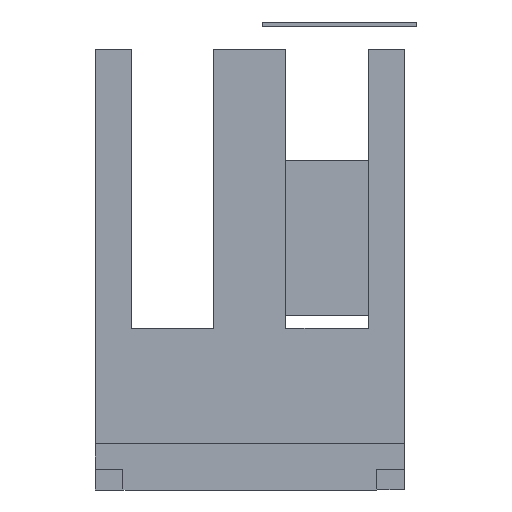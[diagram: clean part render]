
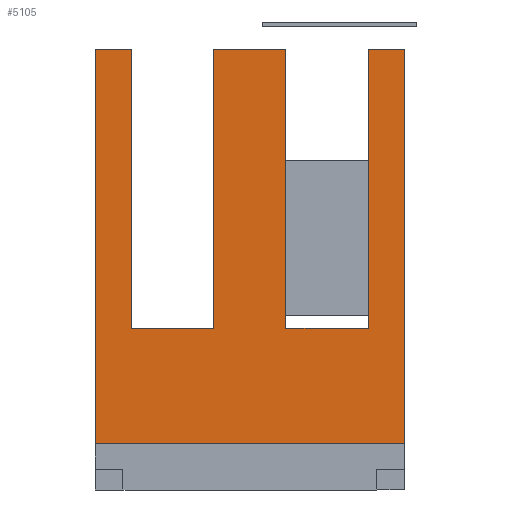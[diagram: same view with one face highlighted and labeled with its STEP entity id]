
A CAD part, front view. The second image highlights one B-rep face of the part: STEP entity #5105.
In plain terms, the highlighted planar face has unit normal (0, -1, 0).
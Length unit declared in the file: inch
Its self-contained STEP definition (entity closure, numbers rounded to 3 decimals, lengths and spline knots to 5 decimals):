
#688=FACE_OUTER_BOUND('',#1007,.T.);
#1007=EDGE_LOOP('',(#4398,#4399,#4400,#4401,#4402,#4403,#4404,#4405,#4406,
#4407,#4408,#4409));
#1191=LINE('',#7680,#1677);
#1211=LINE('',#7733,#1697);
#1221=LINE('',#7758,#1707);
#1234=LINE('',#7791,#1720);
#1236=LINE('',#7795,#1722);
#1238=LINE('',#7798,#1724);
#1241=LINE('',#7804,#1727);
#1262=LINE('',#7886,#1748);
#1266=LINE('',#7897,#1752);
#1268=LINE('',#7901,#1754);
#1292=LINE('',#7969,#1778);
#1436=LINE('',#8483,#1922);
#1677=VECTOR('',#6150,0.3937);
#1697=VECTOR('',#6190,0.3937);
#1707=VECTOR('',#6208,0.3937);
#1720=VECTOR('',#6233,0.3937);
#1722=VECTOR('',#6237,0.3937);
#1724=VECTOR('',#6241,0.3937);
#1727=VECTOR('',#6246,0.3937);
#1748=VECTOR('',#6347,0.3937);
#1752=VECTOR('',#6361,0.3937);
#1754=VECTOR('',#6367,0.3937);
#1778=VECTOR('',#6433,0.3937);
#1922=VECTOR('',#6989,0.3937);
#2169=VERTEX_POINT('',#7677);
#2170=VERTEX_POINT('',#7679);
#2192=VERTEX_POINT('',#7730);
#2193=VERTEX_POINT('',#7732);
#2203=VERTEX_POINT('',#7755);
#2204=VERTEX_POINT('',#7757);
#2217=VERTEX_POINT('',#7788);
#2218=VERTEX_POINT('',#7790);
#2219=VERTEX_POINT('',#7794);
#2221=VERTEX_POINT('',#7802);
#2244=VERTEX_POINT('',#7895);
#2267=VERTEX_POINT('',#7967);
#2718=EDGE_CURVE('',#2170,#2169,#1191,.T.);
#2743=EDGE_CURVE('',#2193,#2192,#1211,.T.);
#2755=EDGE_CURVE('',#2204,#2203,#1221,.T.);
#2772=EDGE_CURVE('',#2217,#2218,#1234,.T.);
#2774=EDGE_CURVE('',#2219,#2203,#1236,.T.);
#2776=EDGE_CURVE('',#2218,#2169,#1238,.T.);
#2779=EDGE_CURVE('',#2221,#2219,#1241,.T.);
#2817=EDGE_CURVE('',#2217,#2193,#1262,.T.);
#2822=EDGE_CURVE('',#2204,#2244,#1266,.T.);
#2824=EDGE_CURVE('',#2221,#2170,#1268,.T.);
#2858=EDGE_CURVE('',#2267,#2192,#1292,.T.);
#3114=EDGE_CURVE('',#2244,#2267,#1436,.T.);
#4398=ORIENTED_EDGE('',*,*,#2743,.T.);
#4399=ORIENTED_EDGE('',*,*,#2858,.F.);
#4400=ORIENTED_EDGE('',*,*,#3114,.F.);
#4401=ORIENTED_EDGE('',*,*,#2822,.F.);
#4402=ORIENTED_EDGE('',*,*,#2755,.T.);
#4403=ORIENTED_EDGE('',*,*,#2774,.F.);
#4404=ORIENTED_EDGE('',*,*,#2779,.F.);
#4405=ORIENTED_EDGE('',*,*,#2824,.T.);
#4406=ORIENTED_EDGE('',*,*,#2718,.T.);
#4407=ORIENTED_EDGE('',*,*,#2776,.F.);
#4408=ORIENTED_EDGE('',*,*,#2772,.F.);
#4409=ORIENTED_EDGE('',*,*,#2817,.T.);
#4840=PLANE('',#5644);
#5105=ADVANCED_FACE('',(#688),#4840,.T.);
#5644=AXIS2_PLACEMENT_3D('',#8482,#6987,#6988);
#6150=DIRECTION('',(0.,0.,-1.));
#6190=DIRECTION('',(0.,0.,-1.));
#6208=DIRECTION('',(0.,0.,-1.));
#6233=DIRECTION('',(0.,0.,-1.));
#6237=DIRECTION('',(1.,0.,0.));
#6241=DIRECTION('',(1.,0.,0.));
#6246=DIRECTION('',(0.,0.,-1.));
#6347=DIRECTION('',(-1.,0.,0.));
#6361=DIRECTION('',(1.,0.,0.));
#6367=DIRECTION('',(-1.,0.,0.));
#6433=DIRECTION('',(-1.,0.,0.));
#6987=DIRECTION('center_axis',(0.,-1.,0.));
#6988=DIRECTION('ref_axis',(-1.,0.,0.));
#6989=DIRECTION('',(0.,0.,-1.));
#7677=CARTESIAN_POINT('',(-0.27559,-2.1063,-2.13175));
#7679=CARTESIAN_POINT('',(-0.27559,-2.1063,0.));
#7680=CARTESIAN_POINT('',(-0.27559,-2.1063,0.));
#7730=CARTESIAN_POINT('',(-1.1811,-2.1063,-3.01181));
#7732=CARTESIAN_POINT('',(-1.1811,-2.1063,0.));
#7733=CARTESIAN_POINT('',(-1.1811,-2.1063,0.));
#7755=CARTESIAN_POINT('',(0.90551,-2.1063,-2.13175));
#7757=CARTESIAN_POINT('',(0.90551,-2.1063,0.));
#7758=CARTESIAN_POINT('',(0.90551,-2.1063,0.));
#7788=CARTESIAN_POINT('',(-0.90551,-2.1063,0.));
#7790=CARTESIAN_POINT('',(-0.90551,-2.1063,-2.13175));
#7791=CARTESIAN_POINT('',(-0.90551,-2.1063,0.));
#7794=CARTESIAN_POINT('',(0.27559,-2.1063,-2.13175));
#7795=CARTESIAN_POINT('',(0.45276,-2.1063,-2.13175));
#7798=CARTESIAN_POINT('',(-0.1378,-2.1063,-2.13175));
#7802=CARTESIAN_POINT('',(0.27559,-2.1063,0.));
#7804=CARTESIAN_POINT('',(0.27559,-2.1063,0.));
#7886=CARTESIAN_POINT('',(-0.90551,-2.1063,0.));
#7895=CARTESIAN_POINT('',(1.1811,-2.1063,0.));
#7897=CARTESIAN_POINT('',(0.90551,-2.1063,0.));
#7901=CARTESIAN_POINT('',(0.27559,-2.1063,0.));
#7967=CARTESIAN_POINT('',(1.1811,-2.1063,-3.01181));
#7969=CARTESIAN_POINT('',(-1.1811,-2.1063,-3.01181));
#8482=CARTESIAN_POINT('Origin',(0.27559,-2.1063,0.));
#8483=CARTESIAN_POINT('',(1.1811,-2.1063,0.));
